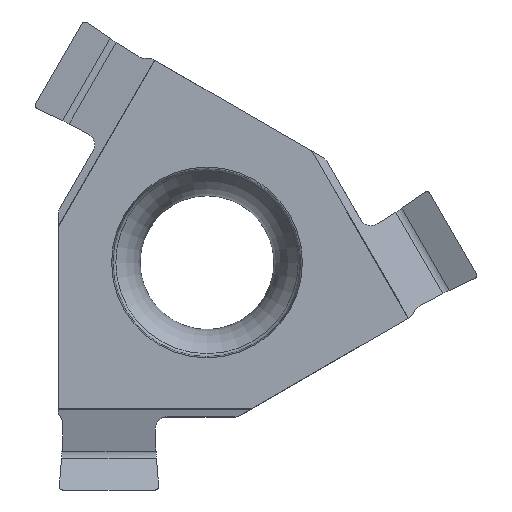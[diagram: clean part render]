
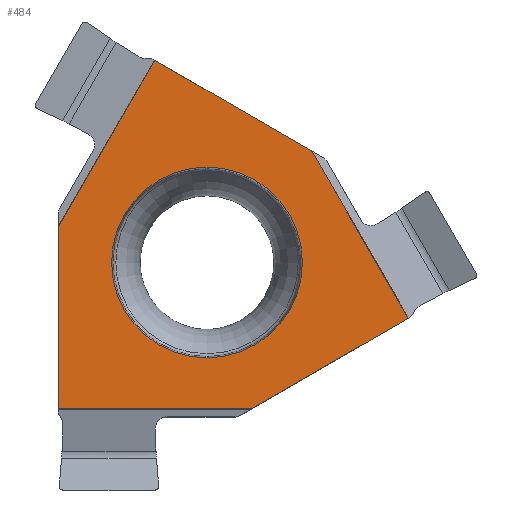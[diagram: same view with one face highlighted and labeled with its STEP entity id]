
A CAD part, top view. The second image highlights one B-rep face of the part: STEP entity #484.
In plain terms, the highlighted planar face has unit normal (0, 0, 1).
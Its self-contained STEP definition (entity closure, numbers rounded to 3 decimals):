
#48=PLANE('',#1556);
#200=LINE('',#2247,#332);
#210=LINE('',#2273,#342);
#242=LINE('',#2392,#374);
#243=LINE('',#2394,#375);
#244=LINE('',#2395,#376);
#245=LINE('',#2397,#377);
#332=VECTOR('',#1673,1.);
#342=VECTOR('',#1691,1.);
#374=VECTOR('',#1819,1.);
#375=VECTOR('',#1820,1.);
#376=VECTOR('',#1821,1.);
#377=VECTOR('',#1822,1.);
#484=ADVANCED_FACE('',(#580,#581),#48,.F.);
#580=FACE_BOUND('',#612,.T.);
#581=FACE_BOUND('',#613,.T.);
#612=EDGE_LOOP('',(#779,#780,#781,#782,#783,#784));
#613=EDGE_LOOP('',(#785));
#779=ORIENTED_EDGE('',*,*,#1310,.F.);
#780=ORIENTED_EDGE('',*,*,#1239,.F.);
#781=ORIENTED_EDGE('',*,*,#1311,.T.);
#782=ORIENTED_EDGE('',*,*,#1251,.T.);
#783=ORIENTED_EDGE('',*,*,#1312,.F.);
#784=ORIENTED_EDGE('',*,*,#1313,.T.);
#785=ORIENTED_EDGE('',*,*,#1309,.T.);
#1096=VERTEX_POINT('',#2246);
#1097=VERTEX_POINT('',#2248);
#1108=VERTEX_POINT('',#2272);
#1109=VERTEX_POINT('',#2274);
#1147=VERTEX_POINT('',#2389);
#1148=VERTEX_POINT('',#2393);
#1149=VERTEX_POINT('',#2396);
#1239=EDGE_CURVE('',#1096,#1097,#200,.T.);
#1251=EDGE_CURVE('',#1109,#1108,#210,.T.);
#1309=EDGE_CURVE('',#1147,#1147,#1456,.T.);
#1310=EDGE_CURVE('',#1097,#1148,#242,.T.);
#1311=EDGE_CURVE('',#1096,#1109,#243,.T.);
#1312=EDGE_CURVE('',#1149,#1108,#244,.T.);
#1313=EDGE_CURVE('',#1149,#1148,#245,.T.);
#1456=CIRCLE('',#1553,4.066);
#1553=AXIS2_PLACEMENT_3D('',#2388,#1813,#1814);
#1556=AXIS2_PLACEMENT_3D('',#2398,#1823,#1824);
#1673=DIRECTION('',(0.866,-0.5,0.));
#1691=DIRECTION('',(0.,-1.,0.));
#1813=DIRECTION('',(0.,0.,-1.));
#1814=DIRECTION('',(0.866,-0.5,0.));
#1819=DIRECTION('',(0.5,-0.866,0.));
#1820=DIRECTION('',(-0.5,-0.866,0.));
#1821=DIRECTION('',(-1.,0.,0.));
#1822=DIRECTION('',(0.866,0.5,0.));
#1823=DIRECTION('',(0.,0.,-1.));
#1824=DIRECTION('',(0.866,-0.5,0.));
#2246=CARTESIAN_POINT('',(-2.23,8.62,0.1));
#2247=CARTESIAN_POINT('',(3.175,5.499,0.1));
#2248=CARTESIAN_POINT('',(4.461,4.757,0.1));
#2272=CARTESIAN_POINT('',(-6.35,-6.242,0.1));
#2273=CARTESIAN_POINT('',(-6.35,0.,0.1));
#2274=CARTESIAN_POINT('',(-6.35,1.485,0.1));
#2388=CARTESIAN_POINT('',(0.,0.,
0.1));
#2389=CARTESIAN_POINT('',(3.521,-2.033,0.1));
#2392=CARTESIAN_POINT('',(10.528,-5.751,0.1));
#2393=CARTESIAN_POINT('',(8.58,-2.378,0.1));
#2394=CARTESIAN_POINT('',(-0.283,11.993,0.1));
#2395=CARTESIAN_POINT('',(-10.245,-6.242,0.1));
#2396=CARTESIAN_POINT('',(1.889,-6.242,0.1));
#2397=CARTESIAN_POINT('',(3.175,-5.499,0.1));
#2398=CARTESIAN_POINT('',(8.75,15.155,0.1));
